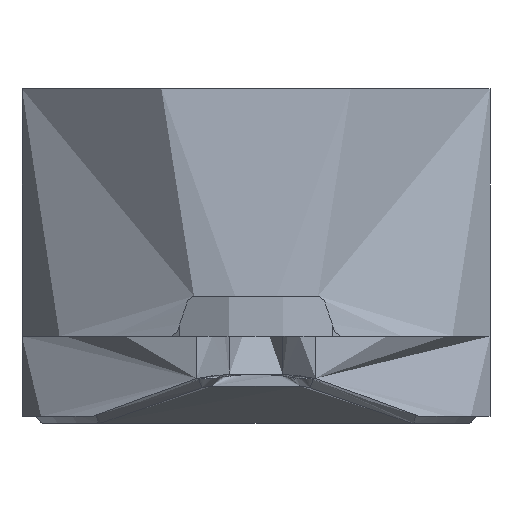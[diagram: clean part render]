
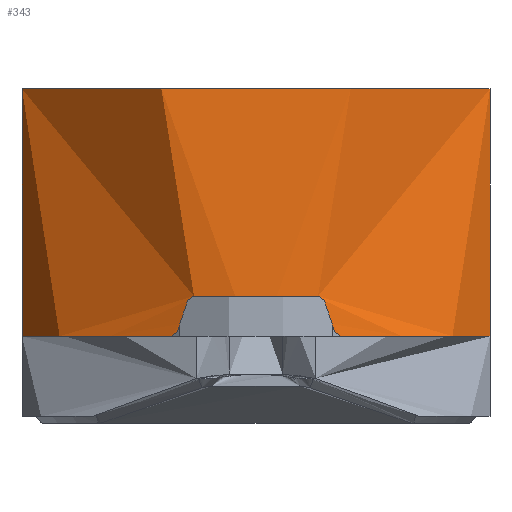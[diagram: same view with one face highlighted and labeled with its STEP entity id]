
A CAD part, left-side view. The second image highlights one B-rep face of the part: STEP entity #343.
In plain terms, the highlighted cylindrical face has radius 3.9 mm (diameter 7.8 mm), a partial arc.
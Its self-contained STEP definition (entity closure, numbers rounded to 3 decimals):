
#343 = ADVANCED_FACE( '', ( #841 ), #842, .T. );
#841 = FACE_OUTER_BOUND( '', #1529, .T. );
#842 = CYLINDRICAL_SURFACE( '', #1530, 3.9 );
#1529 = EDGE_LOOP( '', ( #2397, #2398, #2399, #2400, #2401, #2402, #2403, #2404, #2405, #2406, #2407, #2408 ) );
#1530 = AXIS2_PLACEMENT_3D( '', #2409, #2410, #2411 );
#2397 = ORIENTED_EDGE( '', *, *, #4595, .T. );
#2398 = ORIENTED_EDGE( '', *, *, #4596, .T. );
#2399 = ORIENTED_EDGE( '', *, *, #4597, .T. );
#2400 = ORIENTED_EDGE( '', *, *, #4598, .T. );
#2401 = ORIENTED_EDGE( '', *, *, #4599, .F. );
#2402 = ORIENTED_EDGE( '', *, *, #4600, .T. );
#2403 = ORIENTED_EDGE( '', *, *, #4601, .T. );
#2404 = ORIENTED_EDGE( '', *, *, #4602, .F. );
#2405 = ORIENTED_EDGE( '', *, *, #4603, .F. );
#2406 = ORIENTED_EDGE( '', *, *, #4474, .T. );
#2407 = ORIENTED_EDGE( '', *, *, #4604, .T. );
#2408 = ORIENTED_EDGE( '', *, *, #4605, .T. );
#2409 = CARTESIAN_POINT( '', ( 0., 0., 1.7 ) );
#2410 = DIRECTION( '', ( 0., 0., -1. ) );
#2411 = DIRECTION( '', ( 1., 0., 0. ) );
#4474 = EDGE_CURVE( '', #5283, #5284, #5285, .T. );
#4595 = EDGE_CURVE( '', #5506, #5507, #5508, .T. );
#4596 = EDGE_CURVE( '', #5507, #5509, #5510, .T. );
#4597 = EDGE_CURVE( '', #5509, #5511, #5512, .T. );
#4598 = EDGE_CURVE( '', #5511, #5513, #5514, .T. );
#4599 = EDGE_CURVE( '', #5515, #5513, #5516, .T. );
#4600 = EDGE_CURVE( '', #5515, #5517, #5518, .T. );
#4601 = EDGE_CURVE( '', #5517, #5519, #5520, .T. );
#4602 = EDGE_CURVE( '', #5521, #5519, #5522, .T. );
#4603 = EDGE_CURVE( '', #5283, #5521, #5523, .T. );
#4604 = EDGE_CURVE( '', #5284, #5524, #5525, .T. );
#4605 = EDGE_CURVE( '', #5524, #5506, #5526, .T. );
#5283 = VERTEX_POINT( '', #6476 );
#5284 = VERTEX_POINT( '', #6477 );
#5285 = B_SPLINE_CURVE_WITH_KNOTS( '', 3, ( #6478, #6479, #6480, #6481, #6482, #6483, #6484, #6485, #6486, #6487, #6488, #6489, #6490 ), .UNSPECIFIED., .F., .F., ( 4, 3, 3, 3, 4 ), ( 0., 0., 0., 0., 0. ), .UNSPECIFIED. );
#5506 = VERTEX_POINT( '', #6827 );
#5507 = VERTEX_POINT( '', #6828 );
#5508 = CIRCLE( '', #6829, 3.9 );
#5509 = VERTEX_POINT( '', #6830 );
#5510 = B_SPLINE_CURVE_WITH_KNOTS( '', 3, ( #6831, #6832, #6833, #6834, #6835, #6836, #6837, #6838, #6839, #6840, #6841, #6842, #6843 ), .UNSPECIFIED., .F., .F., ( 4, 3, 3, 3, 4 ), ( 0., 0., 0., 0., 0. ), .UNSPECIFIED. );
#5511 = VERTEX_POINT( '', #6844 );
#5512 = ELLIPSE( '', #6845, 12.333, 3.9 );
#5513 = VERTEX_POINT( '', #6846 );
#5514 = B_SPLINE_CURVE_WITH_KNOTS( '', 3, ( #6847, #6848, #6849, #6850, #6851, #6852, #6853, #6854, #6855, #6856, #6857, #6858, #6859 ), .UNSPECIFIED., .F., .F., ( 4, 3, 3, 3, 4 ), ( 0., 0., 0., 0., 0. ), .UNSPECIFIED. );
#5515 = VERTEX_POINT( '', #6860 );
#5516 = CIRCLE( '', #6861, 3.9 );
#5517 = VERTEX_POINT( '', #6862 );
#5518 = LINE( '', #6863, #6864 );
#5519 = VERTEX_POINT( '', #6865 );
#5520 = CIRCLE( '', #6866, 3.9 );
#5521 = VERTEX_POINT( '', #6867 );
#5522 = LINE( '', #6868, #6869 );
#5523 = CIRCLE( '', #6870, 3.9 );
#5524 = VERTEX_POINT( '', #6871 );
#5525 = ELLIPSE( '', #6872, 12.333, 3.9 );
#5526 = B_SPLINE_CURVE_WITH_KNOTS( '', 3, ( #6873, #6874, #6875, #6876, #6877, #6878, #6879, #6880, #6881, #6882, #6883, #6884, #6885 ), .UNSPECIFIED., .F., .F., ( 4, 3, 3, 3, 4 ), ( 0., 0., 0., 0., 0. ), .UNSPECIFIED. );
#6476 = CARTESIAN_POINT( '', ( -3.687, 1.272, 1.7 ) );
#6477 = CARTESIAN_POINT( '', ( -3.718, 1.177, 1.768 ) );
#6478 = CARTESIAN_POINT( '', ( -3.687, 1.272, 1.7 ) );
#6479 = CARTESIAN_POINT( '', ( -3.691, 1.26, 1.7 ) );
#6480 = CARTESIAN_POINT( '', ( -3.695, 1.249, 1.702 ) );
#6481 = CARTESIAN_POINT( '', ( -3.698, 1.238, 1.706 ) );
#6482 = CARTESIAN_POINT( '', ( -3.702, 1.227, 1.71 ) );
#6483 = CARTESIAN_POINT( '', ( -3.706, 1.216, 1.716 ) );
#6484 = CARTESIAN_POINT( '', ( -3.709, 1.207, 1.724 ) );
#6485 = CARTESIAN_POINT( '', ( -3.711, 1.198, 1.732 ) );
#6486 = CARTESIAN_POINT( '', ( -3.714, 1.191, 1.741 ) );
#6487 = CARTESIAN_POINT( '', ( -3.716, 1.185, 1.751 ) );
#6488 = CARTESIAN_POINT( '', ( -3.717, 1.182, 1.757 ) );
#6489 = CARTESIAN_POINT( '', ( -3.717, 1.179, 1.762 ) );
#6490 = CARTESIAN_POINT( '', ( -3.718, 1.177, 1.768 ) );
#6827 = CARTESIAN_POINT( '', ( -3.788, 0.928, 2.3 ) );
#6828 = CARTESIAN_POINT( '', ( -3.788, -0.928, 2.3 ) );
#6829 = AXIS2_PLACEMENT_3D( '', #9189, #9190, #9191 );
#6830 = CARTESIAN_POINT( '', ( -3.763, -1.023, 2.232 ) );
#6831 = CARTESIAN_POINT( '', ( -3.788, -0.928, 2.3 ) );
#6832 = CARTESIAN_POINT( '', ( -3.785, -0.939, 2.3 ) );
#6833 = CARTESIAN_POINT( '', ( -3.782, -0.951, 2.298 ) );
#6834 = CARTESIAN_POINT( '', ( -3.78, -0.962, 2.294 ) );
#6835 = CARTESIAN_POINT( '', ( -3.777, -0.973, 2.29 ) );
#6836 = CARTESIAN_POINT( '', ( -3.774, -0.983, 2.284 ) );
#6837 = CARTESIAN_POINT( '', ( -3.772, -0.992, 2.277 ) );
#6838 = CARTESIAN_POINT( '', ( -3.769, -1.001, 2.27 ) );
#6839 = CARTESIAN_POINT( '', ( -3.767, -1.008, 2.26 ) );
#6840 = CARTESIAN_POINT( '', ( -3.766, -1.014, 2.25 ) );
#6841 = CARTESIAN_POINT( '', ( -3.765, -1.018, 2.245 ) );
#6842 = CARTESIAN_POINT( '', ( -3.764, -1.021, 2.238 ) );
#6843 = CARTESIAN_POINT( '', ( -3.763, -1.023, 2.232 ) );
#6844 = CARTESIAN_POINT( '', ( -3.718, -1.177, 1.768 ) );
#6845 = AXIS2_PLACEMENT_3D( '', #9192, #9193, #9194 );
#6846 = CARTESIAN_POINT( '', ( -3.687, -1.272, 1.7 ) );
#6847 = CARTESIAN_POINT( '', ( -3.718, -1.177, 1.768 ) );
#6848 = CARTESIAN_POINT( '', ( -3.717, -1.181, 1.758 ) );
#6849 = CARTESIAN_POINT( '', ( -3.715, -1.186, 1.748 ) );
#6850 = CARTESIAN_POINT( '', ( -3.713, -1.193, 1.739 ) );
#6851 = CARTESIAN_POINT( '', ( -3.711, -1.199, 1.73 ) );
#6852 = CARTESIAN_POINT( '', ( -3.708, -1.207, 1.723 ) );
#6853 = CARTESIAN_POINT( '', ( -3.705, -1.216, 1.717 ) );
#6854 = CARTESIAN_POINT( '', ( -3.702, -1.226, 1.711 ) );
#6855 = CARTESIAN_POINT( '', ( -3.699, -1.236, 1.706 ) );
#6856 = CARTESIAN_POINT( '', ( -3.695, -1.246, 1.703 ) );
#6857 = CARTESIAN_POINT( '', ( -3.693, -1.255, 1.701 ) );
#6858 = CARTESIAN_POINT( '', ( -3.69, -1.263, 1.7 ) );
#6859 = CARTESIAN_POINT( '', ( -3.687, -1.272, 1.7 ) );
#6860 = CARTESIAN_POINT( '', ( -1.72, -3.5, 1.7 ) );
#6861 = AXIS2_PLACEMENT_3D( '', #9195, #9196, #9197 );
#6862 = CARTESIAN_POINT( '', ( -1.72, -3.5, 5.4 ) );
#6863 = CARTESIAN_POINT( '', ( -1.72, -3.5, 1.7 ) );
#6864 = VECTOR( '', #9198, 1000. );
#6865 = CARTESIAN_POINT( '', ( -1.72, 3.5, 5.4 ) );
#6866 = AXIS2_PLACEMENT_3D( '', #9199, #9200, #9201 );
#6867 = CARTESIAN_POINT( '', ( -1.72, 3.5, 1.7 ) );
#6868 = CARTESIAN_POINT( '', ( -1.72, 3.5, 1.7 ) );
#6869 = VECTOR( '', #9202, 1000. );
#6870 = AXIS2_PLACEMENT_3D( '', #9203, #9204, #9205 );
#6871 = CARTESIAN_POINT( '', ( -3.763, 1.023, 2.232 ) );
#6872 = AXIS2_PLACEMENT_3D( '', #9206, #9207, #9208 );
#6873 = CARTESIAN_POINT( '', ( -3.763, 1.023, 2.232 ) );
#6874 = CARTESIAN_POINT( '', ( -3.764, 1.019, 2.242 ) );
#6875 = CARTESIAN_POINT( '', ( -3.766, 1.014, 2.252 ) );
#6876 = CARTESIAN_POINT( '', ( -3.768, 1.007, 2.261 ) );
#6877 = CARTESIAN_POINT( '', ( -3.77, 1., 2.27 ) );
#6878 = CARTESIAN_POINT( '', ( -3.772, 0.992, 2.277 ) );
#6879 = CARTESIAN_POINT( '', ( -3.774, 0.983, 2.283 ) );
#6880 = CARTESIAN_POINT( '', ( -3.777, 0.974, 2.29 ) );
#6881 = CARTESIAN_POINT( '', ( -3.779, 0.963, 2.294 ) );
#6882 = CARTESIAN_POINT( '', ( -3.782, 0.952, 2.297 ) );
#6883 = CARTESIAN_POINT( '', ( -3.784, 0.944, 2.299 ) );
#6884 = CARTESIAN_POINT( '', ( -3.786, 0.936, 2.3 ) );
#6885 = CARTESIAN_POINT( '', ( -3.788, 0.928, 2.3 ) );
#9189 = CARTESIAN_POINT( '', ( 0., 0., 2.3 ) );
#9190 = DIRECTION( '', ( 0., 0., 1. ) );
#9191 = DIRECTION( '', ( 1., 0., 0. ) );
#9192 = CARTESIAN_POINT( '', ( 0., 0., 5.3 ) );
#9193 = DIRECTION( '', ( 0., -0.949, 0.316 ) );
#9194 = DIRECTION( '', ( 0., 0.316, 0.949 ) );
#9195 = CARTESIAN_POINT( '', ( 0., 0., 1.7 ) );
#9196 = DIRECTION( '', ( 0., 0., -1. ) );
#9197 = DIRECTION( '', ( 1., 0., 0. ) );
#9198 = DIRECTION( '', ( 0., 0., 1. ) );
#9199 = CARTESIAN_POINT( '', ( 0., 0., 5.4 ) );
#9200 = DIRECTION( '', ( 0., 0., -1. ) );
#9201 = DIRECTION( '', ( 1., 0., 0. ) );
#9202 = DIRECTION( '', ( 0., 0., 1. ) );
#9203 = CARTESIAN_POINT( '', ( 0., 0., 1.7 ) );
#9204 = DIRECTION( '', ( 0., 0., -1. ) );
#9205 = DIRECTION( '', ( 1., 0., 0. ) );
#9206 = CARTESIAN_POINT( '', ( 0., 0., 5.3 ) );
#9207 = DIRECTION( '', ( 0., 0.949, 0.316 ) );
#9208 = DIRECTION( '', ( 0., -0.316, 0.949 ) );
